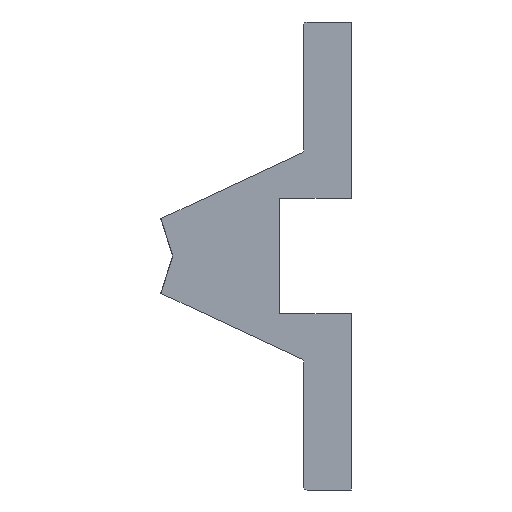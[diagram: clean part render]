
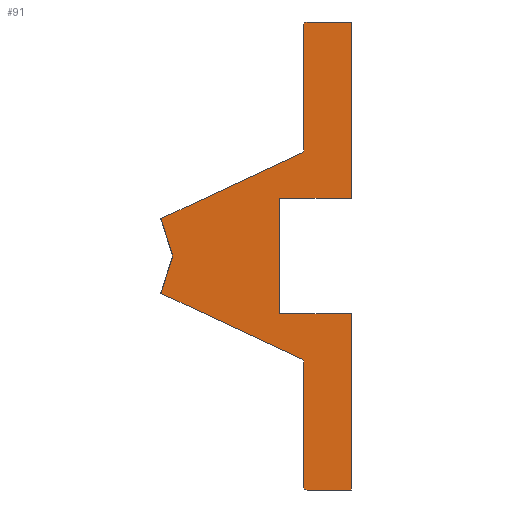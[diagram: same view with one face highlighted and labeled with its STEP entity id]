
A CAD part, left-side view. The second image highlights one B-rep face of the part: STEP entity #91.
In plain terms, the highlighted planar face has unit normal (-1, 0, 0).
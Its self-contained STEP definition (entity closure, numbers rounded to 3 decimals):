
#91 = ADVANCED_FACE( '', ( #218 ), #219, .F. );
#218 = FACE_OUTER_BOUND( '', #374, .T. );
#219 = PLANE( '', #375 );
#374 = EDGE_LOOP( '', ( #582, #583, #584, #585, #586, #587, #588, #589, #590, #591, #592, #593, #594, #595, #596, #597, #598 ) );
#375 = AXIS2_PLACEMENT_3D( '', #599, #600, #601 );
#582 = ORIENTED_EDGE( '', *, *, #827, .F. );
#583 = ORIENTED_EDGE( '', *, *, #885, .F. );
#584 = ORIENTED_EDGE( '', *, *, #820, .F. );
#585 = ORIENTED_EDGE( '', *, *, #886, .T. );
#586 = ORIENTED_EDGE( '', *, *, #887, .F. );
#587 = ORIENTED_EDGE( '', *, *, #888, .F. );
#588 = ORIENTED_EDGE( '', *, *, #871, .F. );
#589 = ORIENTED_EDGE( '', *, *, #889, .F. );
#590 = ORIENTED_EDGE( '', *, *, #858, .T. );
#591 = ORIENTED_EDGE( '', *, *, #875, .F. );
#592 = ORIENTED_EDGE( '', *, *, #890, .F. );
#593 = ORIENTED_EDGE( '', *, *, #891, .F. );
#594 = ORIENTED_EDGE( '', *, *, #892, .F. );
#595 = ORIENTED_EDGE( '', *, *, #881, .F. );
#596 = ORIENTED_EDGE( '', *, *, #864, .F. );
#597 = ORIENTED_EDGE( '', *, *, #893, .F. );
#598 = ORIENTED_EDGE( '', *, *, #894, .F. );
#599 = CARTESIAN_POINT( '', ( 0., 6.5, -34. ) );
#600 = DIRECTION( '', ( 1., 0., 0. ) );
#601 = DIRECTION( '', ( 0., 0., -1. ) );
#820 = EDGE_CURVE( '', #960, #961, #962, .T. );
#827 = EDGE_CURVE( '', #973, #974, #975, .T. );
#858 = EDGE_CURVE( '', #1027, #1028, #1029, .T. );
#864 = EDGE_CURVE( '', #1038, #1039, #1040, .T. );
#871 = EDGE_CURVE( '', #1049, #1051, #1052, .T. );
#875 = EDGE_CURVE( '', #1057, #1028, #1058, .T. );
#881 = EDGE_CURVE( '', #1039, #1067, #1068, .T. );
#885 = EDGE_CURVE( '', #961, #973, #1073, .T. );
#886 = EDGE_CURVE( '', #960, #1074, #1075, .T. );
#887 = EDGE_CURVE( '', #1076, #1074, #1077, .T. );
#888 = EDGE_CURVE( '', #1051, #1076, #1078, .T. );
#889 = EDGE_CURVE( '', #1027, #1049, #1079, .T. );
#890 = EDGE_CURVE( '', #1080, #1057, #1081, .T. );
#891 = EDGE_CURVE( '', #1082, #1080, #1083, .T. );
#892 = EDGE_CURVE( '', #1067, #1082, #1084, .T. );
#893 = EDGE_CURVE( '', #1085, #1038, #1086, .T. );
#894 = EDGE_CURVE( '', #974, #1085, #1087, .T. );
#960 = VERTEX_POINT( '', #1168 );
#961 = VERTEX_POINT( '', #1169 );
#962 = LINE( '', #1170, #1171 );
#973 = VERTEX_POINT( '', #1185 );
#974 = VERTEX_POINT( '', #1186 );
#975 = LINE( '', #1187, #1188 );
#1027 = VERTEX_POINT( '', #1246 );
#1028 = VERTEX_POINT( '', #1247 );
#1029 = CIRCLE( '', #1248, 0.5 );
#1038 = VERTEX_POINT( '', #1259 );
#1039 = VERTEX_POINT( '', #1260 );
#1040 = LINE( '', #1261, #1262 );
#1049 = VERTEX_POINT( '', #1274 );
#1051 = VERTEX_POINT( '', #1277 );
#1052 = LINE( '', #1278, #1279 );
#1057 = VERTEX_POINT( '', #1285 );
#1058 = LINE( '', #1286, #1287 );
#1067 = VERTEX_POINT( '', #1298 );
#1068 = LINE( '', #1299, #1300 );
#1073 = CIRCLE( '', #1307, 0.5 );
#1074 = VERTEX_POINT( '', #1308 );
#1075 = CIRCLE( '', #1309, 0.5 );
#1076 = VERTEX_POINT( '', #1310 );
#1077 = LINE( '', #1311, #1312 );
#1078 = LINE( '', #1313, #1314 );
#1079 = LINE( '', #1315, #1316 );
#1080 = VERTEX_POINT( '', #1317 );
#1081 = CIRCLE( '', #1318, 0.5 );
#1082 = VERTEX_POINT( '', #1319 );
#1083 = LINE( '', #1320, #1321 );
#1084 = LINE( '', #1322, #1323 );
#1085 = VERTEX_POINT( '', #1324 );
#1086 = LINE( '', #1325, #1326 );
#1087 = LINE( '', #1327, #1328 );
#1168 = CARTESIAN_POINT( '', ( 0., 7., 15.632 ) );
#1169 = CARTESIAN_POINT( '', ( 0., 7., 34. ) );
#1170 = CARTESIAN_POINT( '', ( 0., 7., 15.632 ) );
#1171 = VECTOR( '', #1432, 1000. );
#1185 = CARTESIAN_POINT( '', ( 0., 6.5, 34.5 ) );
#1186 = CARTESIAN_POINT( '', ( 0., 0., 34.5 ) );
#1187 = CARTESIAN_POINT( '', ( 0., 6.5, 34.5 ) );
#1188 = VECTOR( '', #1442, 1000. );
#1246 = CARTESIAN_POINT( '', ( 0., 7.289, -15.179 ) );
#1247 = CARTESIAN_POINT( '', ( 0., 7., -15.632 ) );
#1248 = AXIS2_PLACEMENT_3D( '', #1497, #1498, #1499 );
#1259 = CARTESIAN_POINT( '', ( 0., 10.5, 8.5 ) );
#1260 = CARTESIAN_POINT( '', ( 0., 10.5, -8.5 ) );
#1261 = CARTESIAN_POINT( '', ( 0., 10.5, 8.5 ) );
#1262 = VECTOR( '', #1508, 1000. );
#1274 = CARTESIAN_POINT( '', ( 0., 28.045, -5.5 ) );
#1277 = CARTESIAN_POINT( '', ( 0., 26.311, 0. ) );
#1278 = CARTESIAN_POINT( '', ( 0., 28.045, -5.5 ) );
#1279 = VECTOR( '', #1516, 1000. );
#1285 = CARTESIAN_POINT( '', ( 0., 7., -34. ) );
#1286 = CARTESIAN_POINT( '', ( 0., 7., -34. ) );
#1287 = VECTOR( '', #1521, 1000. );
#1298 = CARTESIAN_POINT( '', ( 0., 0., -8.5 ) );
#1299 = CARTESIAN_POINT( '', ( 0., 10.5, -8.5 ) );
#1300 = VECTOR( '', #1530, 1000. );
#1307 = AXIS2_PLACEMENT_3D( '', #1533, #1534, #1535 );
#1308 = CARTESIAN_POINT( '', ( 0., 7.289, 15.179 ) );
#1309 = AXIS2_PLACEMENT_3D( '', #1536, #1537, #1538 );
#1310 = CARTESIAN_POINT( '', ( 0., 28.045, 5.5 ) );
#1311 = CARTESIAN_POINT( '', ( 0., 28.045, 5.5 ) );
#1312 = VECTOR( '', #1539, 1000. );
#1313 = CARTESIAN_POINT( '', ( 0., 26.311, 0. ) );
#1314 = VECTOR( '', #1540, 1000. );
#1315 = CARTESIAN_POINT( '', ( 0., 7.289, -15.179 ) );
#1316 = VECTOR( '', #1541, 1000. );
#1317 = CARTESIAN_POINT( '', ( 0., 6.5, -34.5 ) );
#1318 = AXIS2_PLACEMENT_3D( '', #1542, #1543, #1544 );
#1319 = CARTESIAN_POINT( '', ( 0., 0., -34.5 ) );
#1320 = CARTESIAN_POINT( '', ( 0., 0., -34.5 ) );
#1321 = VECTOR( '', #1545, 1000. );
#1322 = CARTESIAN_POINT( '', ( 0., 0., -8.5 ) );
#1323 = VECTOR( '', #1546, 1000. );
#1324 = CARTESIAN_POINT( '', ( 0., 0., 8.5 ) );
#1325 = CARTESIAN_POINT( '', ( 0., 0., 8.5 ) );
#1326 = VECTOR( '', #1547, 1000. );
#1327 = CARTESIAN_POINT( '', ( 0., 0., 34.5 ) );
#1328 = VECTOR( '', #1548, 1000. );
#1432 = DIRECTION( '', ( 0., 0., 1. ) );
#1442 = DIRECTION( '', ( 0., -1., 0. ) );
#1497 = CARTESIAN_POINT( '', ( 0., 7.5, -15.632 ) );
#1498 = DIRECTION( '', ( 1., 0., 0. ) );
#1499 = DIRECTION( '', ( 0., 0., -1. ) );
#1508 = DIRECTION( '', ( 0., 0., -1. ) );
#1516 = DIRECTION( '', ( 0., -0.301, 0.954 ) );
#1521 = DIRECTION( '', ( 0., 0., 1. ) );
#1530 = DIRECTION( '', ( 0., -1., 0. ) );
#1533 = CARTESIAN_POINT( '', ( 0., 6.5, 34. ) );
#1534 = DIRECTION( '', ( 1., 0., 0. ) );
#1535 = DIRECTION( '', ( 0., 0., -1. ) );
#1536 = CARTESIAN_POINT( '', ( 0., 7.5, 15.632 ) );
#1537 = DIRECTION( '', ( 1., 0., 0. ) );
#1538 = DIRECTION( '', ( 0., 0., -1. ) );
#1539 = DIRECTION( '', ( 0., -0.906, 0.423 ) );
#1540 = DIRECTION( '', ( 0., 0.301, 0.954 ) );
#1541 = DIRECTION( '', ( 0., 0.906, 0.423 ) );
#1542 = CARTESIAN_POINT( '', ( 0., 6.5, -34. ) );
#1543 = DIRECTION( '', ( 1., 0., 0. ) );
#1544 = DIRECTION( '', ( 0., 0., -1. ) );
#1545 = DIRECTION( '', ( 0., 1., 0. ) );
#1546 = DIRECTION( '', ( 0., 0., -1. ) );
#1547 = DIRECTION( '', ( 0., 1., 0. ) );
#1548 = DIRECTION( '', ( 0., 0., -1. ) );
